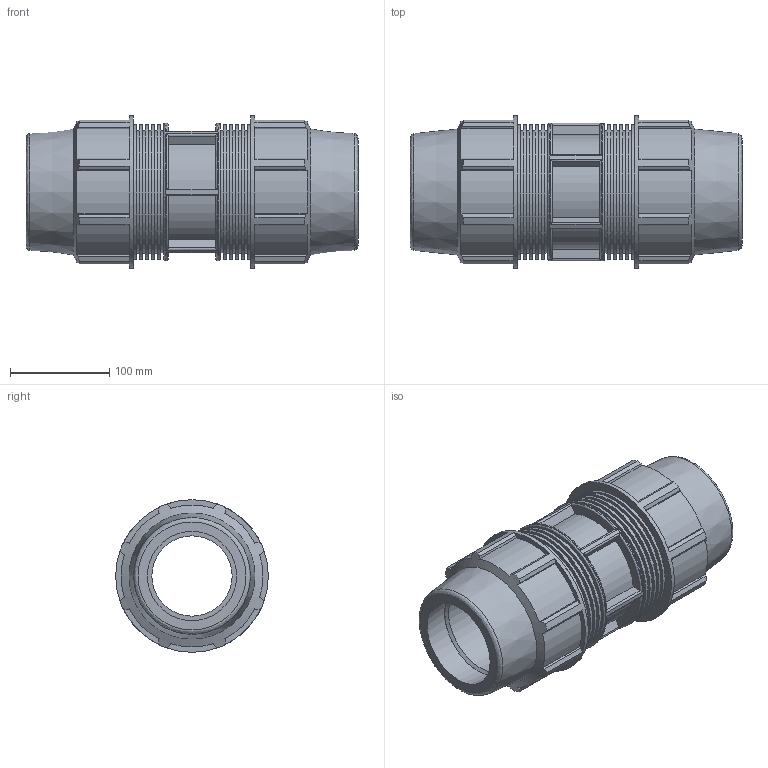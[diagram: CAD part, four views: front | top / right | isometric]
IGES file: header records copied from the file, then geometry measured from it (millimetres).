
Global section: file name: 0701060900A.ipt; native system: Autodesk Inventor 2015; preprocessor: unknown; author: KIM; date: 20180325.201115; units: millimetre
Bounding box: 335 x 154 x 154 mm (x, y, z)
Volume: 2446519 mm3; surface area: 333555 mm2
Topology: 1 solids, 1 shells, 216 faces, 561 edges, 378 vertices
Faces by surface type: plane 132, cylinder 57, revolution 23, cone 4
Full cylindrical faces by diameter (mm): 123.2 x10, 135.828 x10, 138.6 x1, 154 x2
